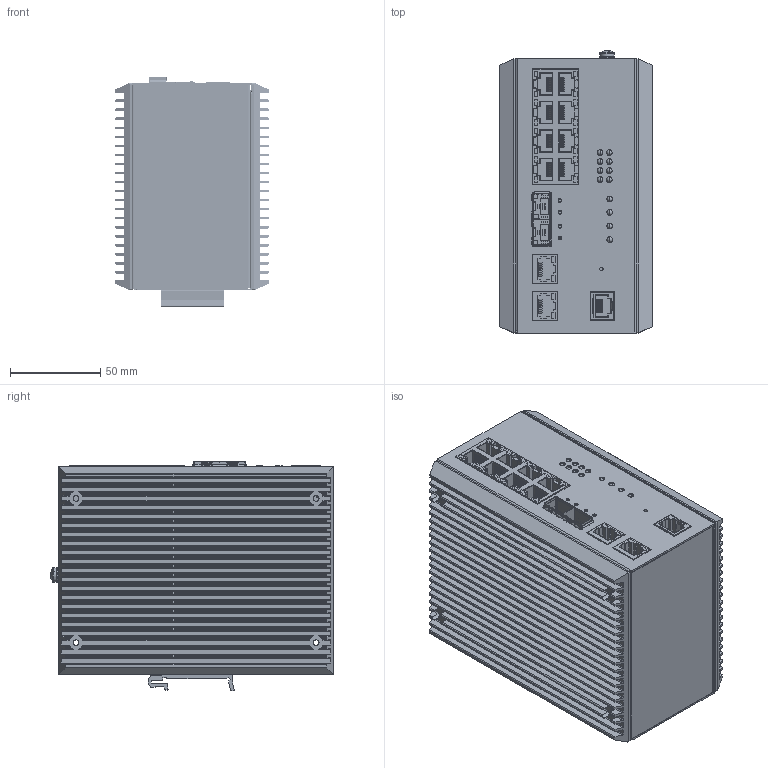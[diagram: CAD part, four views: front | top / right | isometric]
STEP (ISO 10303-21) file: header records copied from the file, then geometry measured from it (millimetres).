
FILE_DESCRIPTION (( 'STEP AP214' ), '1' );
FILE_NAME ('MES3500I-08P.STEP', '2025-01-30T06:23:17', ( '' ), ( '' ), 'SwSTEP 2.0', 'SolidWorks 2023', '' );
FILE_SCHEMA (( 'AUTOMOTIVE_DESIGN' ));
Length unit declared in the file: millimetre
Products named in the file (21): __RJ45_1X1_SH_RJ45_1X1_SH_3019AB5611(KINSUN); __MES2508P.01.00.001; __RJ45_1GB_1X1_LED_UP_RJ45_1GB_1X1_LED_UP_B-top B50S(28-07)G8-85-P223-B12; __MSTBA2_5_3G_MSTBA2_5_3G; __Крепление для DIN-рейки; __MSTBA2_5_2G_MSTBA2_5_2G; __DIN7985 M4_DIN7985 M4x10; __MES3500I-08P(1).01.02.000; __MES3500I-08P(1).01.00.000; MES3500I-08P; __ПП MES3500I-08P (1v1); __RJ45_2X4_8P8C_WL_RJ45_2X4_8P8C_WL_kingsun 3027s-48831 v2; __SWT42_SWT42_SWT-42-4.3; __MES3500I-08P(1).01.01.000; __ПП SPM-DC-MES3500I-08P rev.C1 (1v1); __L1301_L1301_L-130WDT-1GYW; __MES3500I-08P(1).01.01.001; __DIN6798 А_DIN 6798A-4.3; __MES3500I-08P(1).01.02.001; __TYCO21982311_TYCO21982311; __L7104FO_L7104FO
Assembly tree (29 placements, depth 4):
  MES3500I-08P
    __ПП MES3500I-08P (1v1)
      __RJ45_2X4_8P8C_WL_RJ45_2X4_8P8C_WL_kingsun 3027s-48831 v2
      __TYCO21982311_TYCO21982311
      __RJ45_1GB_1X1_LED_UP_RJ45_1GB_1X1_LED_UP_B-top B50S(28-07)G8-85-P223-B12  x2
    __ПП SPM-DC-MES3500I-08P rev.C1 (1v1)
      __RJ45_1X1_SH_RJ45_1X1_SH_3019AB5611(KINSUN)
      __L1301_L1301_L-130WDT-1GYW  x4
      __SWT42_SWT42_SWT-42-4.3
      __L7104FO_L7104FO  x4
      __MSTBA2_5_2G_MSTBA2_5_2G  x2
      __MSTBA2_5_3G_MSTBA2_5_3G
    __MES3500I-08P(1).01.00.000
      __MES3500I-08P(1).01.02.000
        __MES3500I-08P(1).01.02.001
      __MES3500I-08P(1).01.01.000
        __MES3500I-08P(1).01.01.001
    __MES2508P.01.00.001  x2
    __DIN6798 А_DIN 6798A-4.3
    __DIN7985 M4_DIN7985 M4x10
    __Крепление для DIN-рейки
Bounding box: 85 x 156.52 x 126.95 mm (x, y, z)
Volume: 294531 mm3; surface area: 283312.3 mm2
Topology: 52 solids, 55 shells, 6664 faces, 18857 edges, 12392 vertices
Faces by surface type: plane 4153, cylinder 2138, bspline 160, cone 151, torus 60, sphere 2
Entity records: 191727 total; most frequent: CARTESIAN_POINT 41888, ORIENTED_EDGE 31775, DIRECTION 29890, EDGE_CURVE 16302, LINE 11718, VECTOR 11718, VERTEX_POINT 10768, AXIS2_PLACEMENT_3D 9086
